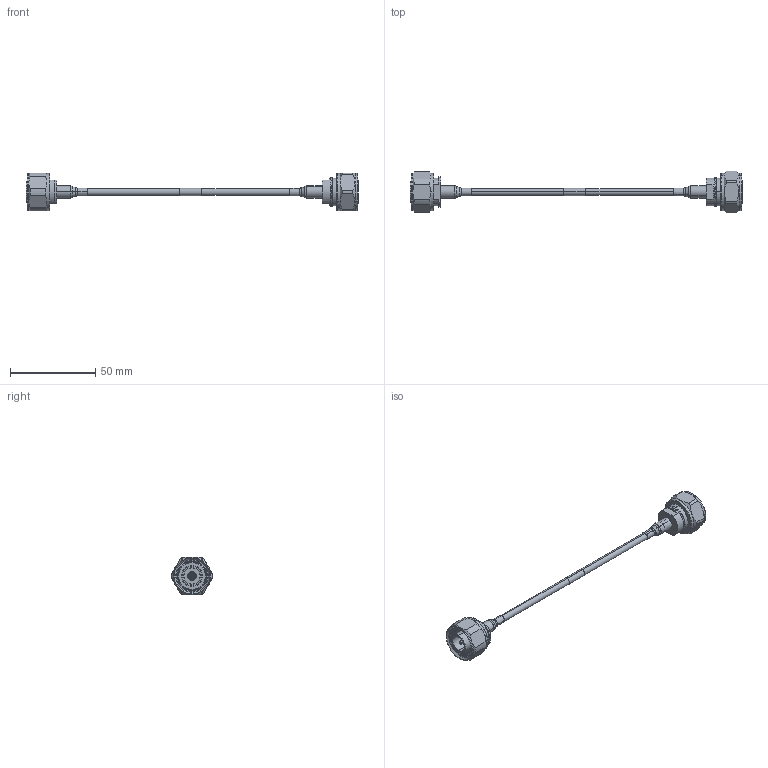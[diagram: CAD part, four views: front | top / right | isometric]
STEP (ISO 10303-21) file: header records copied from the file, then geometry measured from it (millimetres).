
FILE_DESCRIPTION (( 'STEP AP214' ), '1' );
FILE_NAME ('PE3C8226_3D.STEP', '2021-07-28T22:09:47', ( '' ), ( '' ), 'SwSTEP 2.0', 'SolidWorks 2021', '' );
FILE_SCHEMA (( 'AUTOMOTIVE_DESIGN' ));
Length unit declared in the file: inch
Products named in the file (5): TFT-402-MA1; TFT-402_WITH LABEL; TC-402-4310M-LP-PE_no parts; TC-402-4195M-LP-PE; PE3C8226_3D
Assembly tree (5 placements, depth 2):
  PE3C8226_3D
    TFT-402_WITH LABEL
    TC-402-4195M-LP-PE
    TFT-402-MA1  x2
    TC-402-4310M-LP-PE_no parts
Bounding box: 194.75 x 24.49 x 22 mm (x, y, z)
Volume: 11606 mm3; surface area: 13261.9 mm2
Topology: 10 solids, 10 shells, 403 faces, 843 edges, 490 vertices
Faces by surface type: cylinder 135, cone 132, plane 74, torus 62
Entity records: 11339 total; most frequent: CARTESIAN_POINT 2598, DIRECTION 1988, ORIENTED_EDGE 1598, AXIS2_PLACEMENT_3D 848, EDGE_CURVE 799, VERTEX_POINT 466, CIRCLE 459, EDGE_LOOP 421
